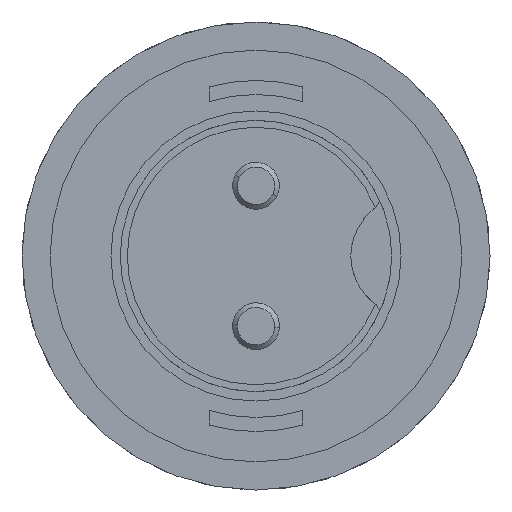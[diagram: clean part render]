
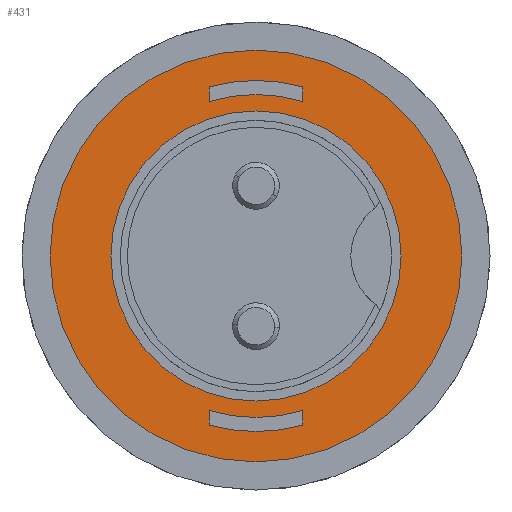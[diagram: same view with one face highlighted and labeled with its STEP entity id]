
A CAD part, front view. The second image highlights one B-rep face of the part: STEP entity #431.
In plain terms, the highlighted planar face has unit normal (0, -1, 0).
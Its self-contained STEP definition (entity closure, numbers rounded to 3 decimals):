
#20 = VERTEX_POINT ( 'NONE', #1872 ) ;
#91 = DIRECTION ( 'NONE',  ( -1., 0., 0. ) ) ;
#119 = EDGE_LOOP ( 'NONE', ( #411, #2748 ) ) ;
#126 = DIRECTION ( 'NONE',  ( 0., 0., -1. ) ) ;
#130 = DIRECTION ( 'NONE',  ( 0., -1., 0. ) ) ;
#133 = EDGE_CURVE ( 'NONE', #571, #3294, #2301, .T. ) ;
#155 = DIRECTION ( 'NONE',  ( -0.29, 0., 0.957 ) ) ;
#235 = EDGE_LOOP ( 'NONE', ( #497, #2637, #3477, #1563 ) ) ;
#286 = CARTESIAN_POINT ( 'NONE',  ( 0., 0., 0. ) ) ;
#336 = VERTEX_POINT ( 'NONE', #730 ) ;
#380 = VERTEX_POINT ( 'NONE', #1732 ) ;
#393 = AXIS2_PLACEMENT_3D ( 'NONE', #2626, #3958, #989 ) ;
#411 = ORIENTED_EDGE ( 'NONE', *, *, #938, .F. ) ;
#431 = ADVANCED_FACE ( 'NONE', ( #2435, #3765, #795, #2100 ), #3438, .F. ) ;
#484 = EDGE_CURVE ( 'NONE', #2105, #3703, #2145, .T. ) ;
#487 = CARTESIAN_POINT ( 'NONE',  ( 0., 0., 0. ) ) ;
#497 = ORIENTED_EDGE ( 'NONE', *, *, #484, .T. ) ;
#531 = DIRECTION ( 'NONE',  ( 0., 0., 1. ) ) ;
#553 = DIRECTION ( 'NONE',  ( 0., 1., 0. ) ) ;
#571 = VERTEX_POINT ( 'NONE', #1883 ) ;
#595 = CARTESIAN_POINT ( 'NONE',  ( -1., 0., -3.302 ) ) ;
#622 = CARTESIAN_POINT ( 'NONE',  ( -3.1, 0., 0. ) ) ;
#677 = LINE ( 'NONE', #1982, #3607 ) ;
#724 = DIRECTION ( 'NONE',  ( 0., 0., 1. ) ) ;
#730 = CARTESIAN_POINT ( 'NONE',  ( 3.1, 0., 0. ) ) ;
#748 = CARTESIAN_POINT ( 'NONE',  ( -1., 0., 3.302 ) ) ;
#795 = FACE_BOUND ( 'NONE', #235, .T. ) ;
#832 = EDGE_LOOP ( 'NONE', ( #2612, #3904, #4100, #2985 ) ) ;
#871 = AXIS2_PLACEMENT_3D ( 'NONE', #3509, #553, #1849 ) ;
#887 = EDGE_CURVE ( 'NONE', #336, #2453, #2523, .T. ) ;
#938 = EDGE_CURVE ( 'NONE', #4204, #20, #1542, .T. ) ;
#989 = DIRECTION ( 'NONE',  ( 0.267, 0., 0.964 ) ) ;
#992 = CARTESIAN_POINT ( 'NONE',  ( 0., 0., 0. ) ) ;
#1001 = EDGE_CURVE ( 'NONE', #2453, #336, #1617, .T. ) ;
#1057 = EDGE_LOOP ( 'NONE', ( #1081, #2666 ) ) ;
#1081 = ORIENTED_EDGE ( 'NONE', *, *, #887, .F. ) ;
#1156 = EDGE_CURVE ( 'NONE', #20, #4204, #1192, .T. ) ;
#1192 = CIRCLE ( 'NONE', #871, 4.4 ) ;
#1202 = VERTEX_POINT ( 'NONE', #2207 ) ;
#1307 = AXIS2_PLACEMENT_3D ( 'NONE', #1375, #2704, #4039 ) ;
#1373 = EDGE_CURVE ( 'NONE', #2105, #3999, #4062, .T. ) ;
#1375 = CARTESIAN_POINT ( 'NONE',  ( 0., 0., 0. ) ) ;
#1382 = CARTESIAN_POINT ( 'NONE',  ( 1., 0., 3.302 ) ) ;
#1387 = DIRECTION ( 'NONE',  ( -1., 0., 0. ) ) ;
#1489 = VERTEX_POINT ( 'NONE', #2179 ) ;
#1542 = CIRCLE ( 'NONE', #1545, 4.4 ) ;
#1545 = AXIS2_PLACEMENT_3D ( 'NONE', #1673, #3004, #91 ) ;
#1560 = DIRECTION ( 'NONE',  ( 0., -1., 0. ) ) ;
#1563 = ORIENTED_EDGE ( 'NONE', *, *, #1373, .F. ) ;
#1617 = CIRCLE ( 'NONE', #1619, 3.1 ) ;
#1619 = AXIS2_PLACEMENT_3D ( 'NONE', #3052, #130, #1387 ) ;
#1673 = CARTESIAN_POINT ( 'NONE',  ( 0., 0., 0. ) ) ;
#1714 = LINE ( 'NONE', #3048, #2573 ) ;
#1732 = CARTESIAN_POINT ( 'NONE',  ( 1., 0., 3.614 ) ) ;
#1741 = CARTESIAN_POINT ( 'NONE',  ( 0., 0., 0. ) ) ;
#1777 = DIRECTION ( 'NONE',  ( 0., 1., 0. ) ) ;
#1849 = DIRECTION ( 'NONE',  ( 1., 0., 0. ) ) ;
#1872 = CARTESIAN_POINT ( 'NONE',  ( 4.4, 0., 0. ) ) ;
#1883 = CARTESIAN_POINT ( 'NONE',  ( -1., 0., -3.614 ) ) ;
#1981 = EDGE_CURVE ( 'NONE', #380, #3703, #4106, .T. ) ;
#1982 = CARTESIAN_POINT ( 'NONE',  ( 1., 0., 3.614 ) ) ;
#2038 = VECTOR ( 'NONE', #724, 1000. ) ;
#2100 = FACE_BOUND ( 'NONE', #1057, .T. ) ;
#2105 = VERTEX_POINT ( 'NONE', #748 ) ;
#2145 = LINE ( 'NONE', #3483, #3499 ) ;
#2179 = CARTESIAN_POINT ( 'NONE',  ( 1., 0., -3.302 ) ) ;
#2207 = CARTESIAN_POINT ( 'NONE',  ( 1., 0., -3.614 ) ) ;
#2290 = CIRCLE ( 'NONE', #2856, 3.75 ) ;
#2301 = LINE ( 'NONE', #3693, #2038 ) ;
#2302 = DIRECTION ( 'NONE',  ( 0., -1., 0. ) ) ;
#2403 = EDGE_CURVE ( 'NONE', #571, #1202, #2290, .T. ) ;
#2435 = FACE_OUTER_BOUND ( 'NONE', #119, .T. ) ;
#2453 = VERTEX_POINT ( 'NONE', #622 ) ;
#2523 = CIRCLE ( 'NONE', #2529, 3.1 ) ;
#2529 = AXIS2_PLACEMENT_3D ( 'NONE', #992, #2302, #3633 ) ;
#2573 = VECTOR ( 'NONE', #126, 1000. ) ;
#2612 = ORIENTED_EDGE ( 'NONE', *, *, #3100, .F. ) ;
#2626 = CARTESIAN_POINT ( 'NONE',  ( 0., 0., 0. ) ) ;
#2637 = ORIENTED_EDGE ( 'NONE', *, *, #1981, .F. ) ;
#2666 = ORIENTED_EDGE ( 'NONE', *, *, #1001, .F. ) ;
#2704 = DIRECTION ( 'NONE',  ( 0., 1., 0. ) ) ;
#2748 = ORIENTED_EDGE ( 'NONE', *, *, #1156, .F. ) ;
#2851 = CARTESIAN_POINT ( 'NONE',  ( -1., 0., 3.614 ) ) ;
#2856 = AXIS2_PLACEMENT_3D ( 'NONE', #286, #1560, #2886 ) ;
#2886 = DIRECTION ( 'NONE',  ( -0.267, 0., -0.964 ) ) ;
#2985 = ORIENTED_EDGE ( 'NONE', *, *, #133, .T. ) ;
#3004 = DIRECTION ( 'NONE',  ( 0., 1., 0. ) ) ;
#3032 = EDGE_CURVE ( 'NONE', #380, #3999, #677, .T. ) ;
#3048 = CARTESIAN_POINT ( 'NONE',  ( 1., 0., -3.302 ) ) ;
#3052 = CARTESIAN_POINT ( 'NONE',  ( 0., 0., 0. ) ) ;
#3075 = DIRECTION ( 'NONE',  ( 0., 1., 0. ) ) ;
#3100 = EDGE_CURVE ( 'NONE', #1489, #3294, #3198, .T. ) ;
#3115 = DIRECTION ( 'NONE',  ( 1., 0., 0. ) ) ;
#3198 = CIRCLE ( 'NONE', #1307, 3.45 ) ;
#3294 = VERTEX_POINT ( 'NONE', #595 ) ;
#3319 = DIRECTION ( 'NONE',  ( 0., 0., -1. ) ) ;
#3438 = PLANE ( 'NONE',  #3564 ) ;
#3477 = ORIENTED_EDGE ( 'NONE', *, *, #3032, .T. ) ;
#3483 = CARTESIAN_POINT ( 'NONE',  ( -1., 0., 3.302 ) ) ;
#3499 = VECTOR ( 'NONE', #531, 1000. ) ;
#3509 = CARTESIAN_POINT ( 'NONE',  ( 0., 0., 0. ) ) ;
#3523 = CARTESIAN_POINT ( 'NONE',  ( -4.4, 0., 0. ) ) ;
#3564 = AXIS2_PLACEMENT_3D ( 'NONE', #487, #1777, #3115 ) ;
#3607 = VECTOR ( 'NONE', #3319, 1000. ) ;
#3633 = DIRECTION ( 'NONE',  ( 1., 0., 0. ) ) ;
#3693 = CARTESIAN_POINT ( 'NONE',  ( -1., 0., -3.614 ) ) ;
#3703 = VERTEX_POINT ( 'NONE', #2851 ) ;
#3765 = FACE_BOUND ( 'NONE', #832, .T. ) ;
#3904 = ORIENTED_EDGE ( 'NONE', *, *, #3997, .T. ) ;
#3958 = DIRECTION ( 'NONE',  ( 0., -1., 0. ) ) ;
#3997 = EDGE_CURVE ( 'NONE', #1489, #1202, #1714, .T. ) ;
#3999 = VERTEX_POINT ( 'NONE', #1382 ) ;
#4039 = DIRECTION ( 'NONE',  ( 0.29, 0., -0.957 ) ) ;
#4062 = CIRCLE ( 'NONE', #4118, 3.45 ) ;
#4100 = ORIENTED_EDGE ( 'NONE', *, *, #2403, .F. ) ;
#4106 = CIRCLE ( 'NONE', #393, 3.75 ) ;
#4118 = AXIS2_PLACEMENT_3D ( 'NONE', #1741, #3075, #155 ) ;
#4204 = VERTEX_POINT ( 'NONE', #3523 ) ;
